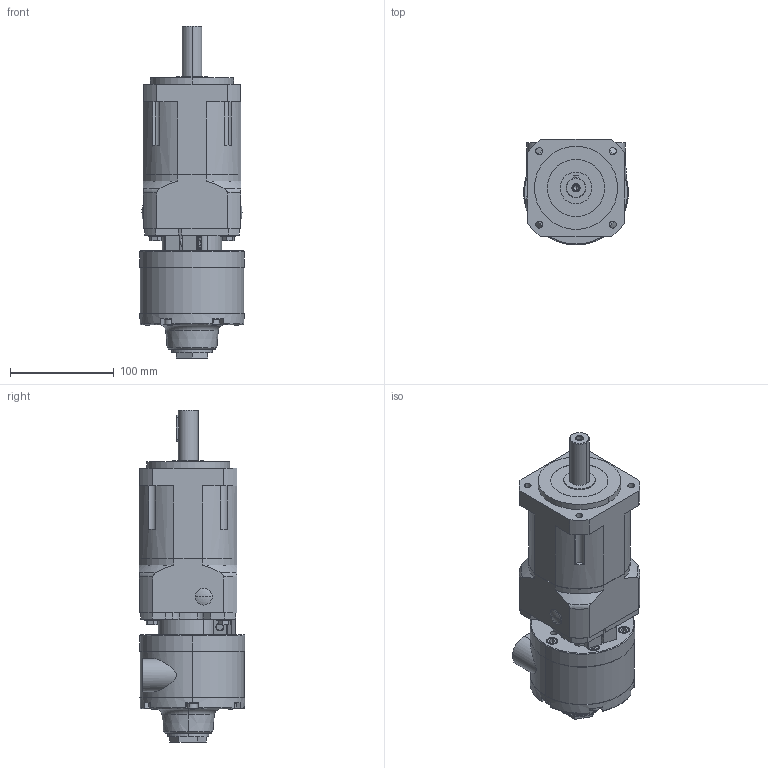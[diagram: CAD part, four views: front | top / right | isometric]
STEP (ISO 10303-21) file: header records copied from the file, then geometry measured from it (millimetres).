
FILE_DESCRIPTION (( 'STEP AP203' ), '1' );
FILE_NAME ('PV40-0920.STEP', '2012-06-26T21:57:39', ( ' ' ), ( ' ' ), 'SwSTEP 2.0', 'SolidWorks 2005339', '' );
FILE_SCHEMA (( 'CONFIG_CONTROL_DESIGN' ));
Length unit declared in the file: inch
Products named in the file (9): 1-4 x 1in SHCS; 4AM; PV40-0920; Coupler, PV40-09x0; 0920 inch output; 5-16 x 1in SHCS; Gast 4AM; 1-4 x 0.5 Filister screw; 6M Hex-Washer Screw
Assembly tree (21 placements, depth 3):
  PV40-0920
    6M Hex-Washer Screw  x4
    5-16 x 1in SHCS
    0920 inch output
    Gast 4AM
      1-4 x 0.5 Filister screw  x6
      1-4 x 1in SHCS  x6
      4AM
    Coupler, PV40-09x0
Bounding box: 100.84 x 101.48 x 319.75 mm (x, y, z)
Volume: 1772563.5 mm3; surface area: 189543.5 mm2
Topology: 21 solids, 21 shells, 862 faces, 2085 edges, 1330 vertices
Faces by surface type: plane 358, cylinder 262, cone 180, torus 56, sphere 6
Entity records: 17909 total; most frequent: CARTESIAN_POINT 3593, DIRECTION 2884, ORIENTED_EDGE 2584, EDGE_CURVE 1292, AXIS2_PLACEMENT_3D 1113, VERTEX_POINT 846, LINE 658, VECTOR 658
